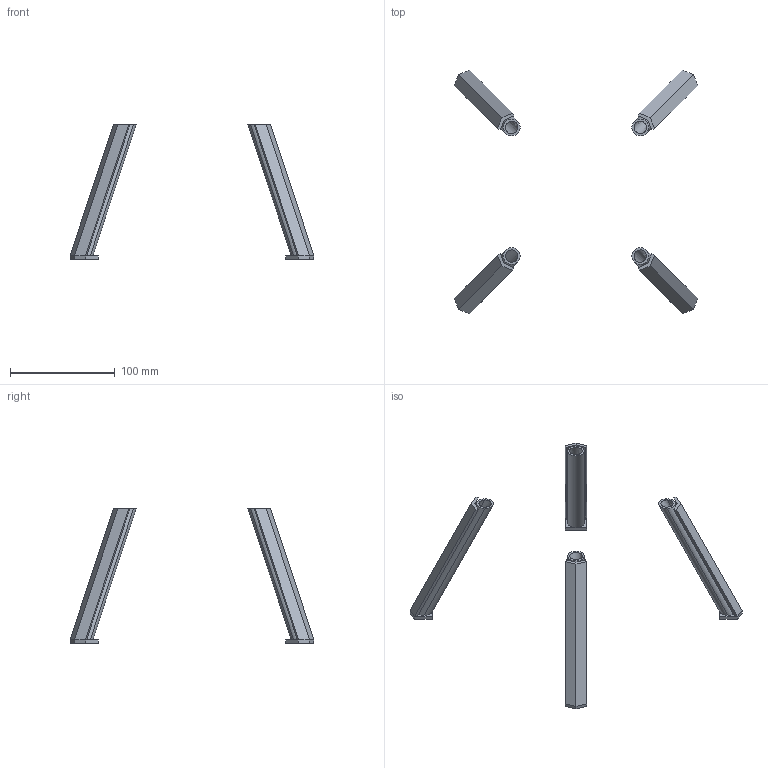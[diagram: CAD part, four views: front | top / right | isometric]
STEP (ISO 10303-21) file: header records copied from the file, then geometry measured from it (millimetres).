
FILE_DESCRIPTION (( 'STEP AP214' ), '1' );
FILE_NAME ('legs.STEP', '2020-07-06T22:11:23', ( '' ), ( '' ), 'SwSTEP 2.0', 'SolidWorks 2019', '' );
FILE_SCHEMA (( 'AUTOMOTIVE_DESIGN' ));
Length unit declared in the file: millimetre
Products named in the file (3): Quad; Leg; legs
Assembly tree (5 placements, depth 3):
  legs
    Quad
      Leg  x4
Bounding box: 232.46 x 232.46 x 128 mm (x, y, z)
Volume: 82157.1 mm3; surface area: 76395.9 mm2
Topology: 4 solids, 4 shells, 80 faces, 180 edges, 112 vertices
Faces by surface type: plane 64, bspline 16
Entity records: 1198 total; most frequent: CARTESIAN_POINT 668, DIRECTION 92, ORIENTED_EDGE 90, EDGE_CURVE 45, LINE 32, VECTOR 32, AXIS2_PLACEMENT_3D 30, VERTEX_POINT 28
